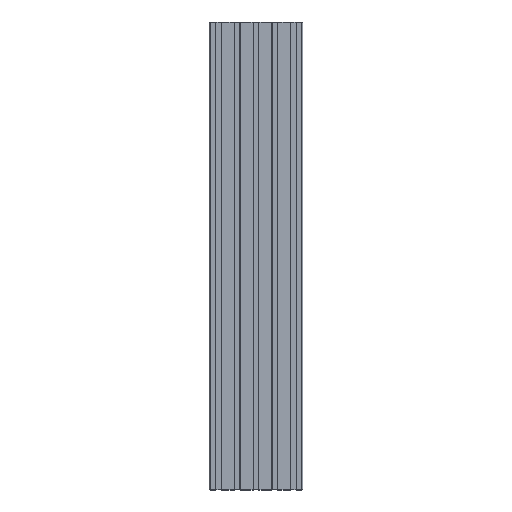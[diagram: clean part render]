
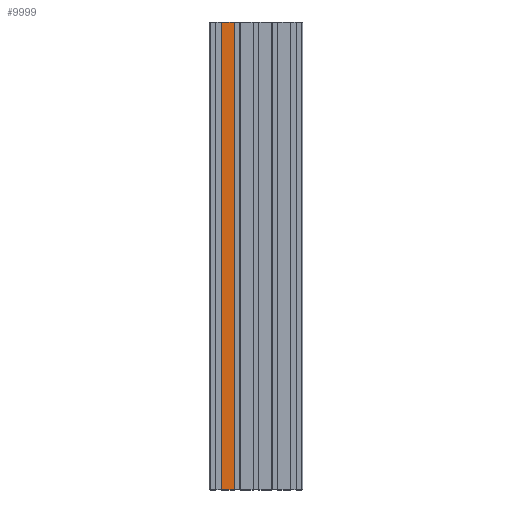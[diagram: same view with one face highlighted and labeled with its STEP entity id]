
A CAD part, top view. The second image highlights one B-rep face of the part: STEP entity #9999.
In plain terms, the highlighted planar face has unit normal (0, 0, 1).
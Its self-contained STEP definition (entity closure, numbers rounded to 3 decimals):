
#44 = PLANE('',#45);
#45 = AXIS2_PLACEMENT_3D('',#46,#47,#48);
#46 = CARTESIAN_POINT('',(39.998,250.,0.));
#47 = DIRECTION('',(0.,1.,0.));
#48 = DIRECTION('',(0.,0.,1.));
#100 = PLANE('',#101);
#101 = AXIS2_PLACEMENT_3D('',#102,#103,#104);
#102 = CARTESIAN_POINT('',(39.998,-250.,0.));
#103 = DIRECTION('',(0.,1.,0.));
#104 = DIRECTION('',(0.,0.,1.));
#419 = VERTEX_POINT('',#420);
#420 = CARTESIAN_POINT('',(3.1,250.,10.));
#434 = PLANE('',#435);
#435 = AXIS2_PLACEMENT_3D('',#436,#437,#438);
#436 = CARTESIAN_POINT('',(3.1,250.,8.2));
#437 = DIRECTION('',(-1.,0.,0.));
#438 = DIRECTION('',(0.,0.,1.));
#446 = EDGE_CURVE('',#419,#447,#449,.T.);
#447 = VERTEX_POINT('',#448);
#448 = CARTESIAN_POINT('',(16.9,250.,10.));
#449 = SURFACE_CURVE('',#450,(#454,#461),.PCURVE_S1.);
#450 = LINE('',#451,#452);
#451 = CARTESIAN_POINT('',(3.1,250.,10.));
#452 = VECTOR('',#453,1.);
#453 = DIRECTION('',(1.,0.,0.));
#454 = PCURVE('',#44,#455);
#455 = DEFINITIONAL_REPRESENTATION('',(#456),#460);
#456 = LINE('',#457,#458);
#457 = CARTESIAN_POINT('',(10.,-36.898));
#458 = VECTOR('',#459,1.);
#459 = DIRECTION('',(0.,1.));
#460 = ( GEOMETRIC_REPRESENTATION_CONTEXT(2) 
PARAMETRIC_REPRESENTATION_CONTEXT() REPRESENTATION_CONTEXT('2D SPACE',''
  ) );
#461 = PCURVE('',#462,#467);
#462 = PLANE('',#463);
#463 = AXIS2_PLACEMENT_3D('',#464,#465,#466);
#464 = CARTESIAN_POINT('',(3.1,250.,10.));
#465 = DIRECTION('',(0.,0.,1.));
#466 = DIRECTION('',(1.,0.,0.));
#467 = DEFINITIONAL_REPRESENTATION('',(#468),#472);
#468 = LINE('',#469,#470);
#469 = CARTESIAN_POINT('',(0.,0.));
#470 = VECTOR('',#471,1.);
#471 = DIRECTION('',(1.,0.));
#472 = ( GEOMETRIC_REPRESENTATION_CONTEXT(2) 
PARAMETRIC_REPRESENTATION_CONTEXT() REPRESENTATION_CONTEXT('2D SPACE',''
  ) );
#490 = PLANE('',#491);
#491 = AXIS2_PLACEMENT_3D('',#492,#493,#494);
#492 = CARTESIAN_POINT('',(16.9,250.,10.));
#493 = DIRECTION('',(1.,0.,0.));
#494 = DIRECTION('',(0.,0.,-1.));
#5529 = VERTEX_POINT('',#5530);
#5530 = CARTESIAN_POINT('',(3.1,-250.,10.));
#5551 = EDGE_CURVE('',#5529,#5552,#5554,.T.);
#5552 = VERTEX_POINT('',#5553);
#5553 = CARTESIAN_POINT('',(16.9,-250.,10.));
#5554 = SURFACE_CURVE('',#5555,(#5559,#5566),.PCURVE_S1.);
#5555 = LINE('',#5556,#5557);
#5556 = CARTESIAN_POINT('',(3.1,-250.,10.));
#5557 = VECTOR('',#5558,1.);
#5558 = DIRECTION('',(1.,0.,0.));
#5559 = PCURVE('',#100,#5560);
#5560 = DEFINITIONAL_REPRESENTATION('',(#5561),#5565);
#5561 = LINE('',#5562,#5563);
#5562 = CARTESIAN_POINT('',(10.,-36.898));
#5563 = VECTOR('',#5564,1.);
#5564 = DIRECTION('',(0.,1.));
#5565 = ( GEOMETRIC_REPRESENTATION_CONTEXT(2) 
PARAMETRIC_REPRESENTATION_CONTEXT() REPRESENTATION_CONTEXT('2D SPACE',''
  ) );
#5566 = PCURVE('',#462,#5567);
#5567 = DEFINITIONAL_REPRESENTATION('',(#5568),#5572);
#5568 = LINE('',#5569,#5570);
#5569 = CARTESIAN_POINT('',(0.,-500.));
#5570 = VECTOR('',#5571,1.);
#5571 = DIRECTION('',(1.,0.));
#5572 = ( GEOMETRIC_REPRESENTATION_CONTEXT(2) 
PARAMETRIC_REPRESENTATION_CONTEXT() REPRESENTATION_CONTEXT('2D SPACE',''
  ) );
#9951 = EDGE_CURVE('',#419,#5529,#9952,.T.);
#9952 = SURFACE_CURVE('',#9953,(#9957,#9964),.PCURVE_S1.);
#9953 = LINE('',#9954,#9955);
#9954 = CARTESIAN_POINT('',(3.1,250.,10.));
#9955 = VECTOR('',#9956,1.);
#9956 = DIRECTION('',(0.,-1.,0.));
#9957 = PCURVE('',#434,#9958);
#9958 = DEFINITIONAL_REPRESENTATION('',(#9959),#9963);
#9959 = LINE('',#9960,#9961);
#9960 = CARTESIAN_POINT('',(1.8,0.));
#9961 = VECTOR('',#9962,1.);
#9962 = DIRECTION('',(0.,-1.));
#9963 = ( GEOMETRIC_REPRESENTATION_CONTEXT(2) 
PARAMETRIC_REPRESENTATION_CONTEXT() REPRESENTATION_CONTEXT('2D SPACE',''
  ) );
#9964 = PCURVE('',#462,#9965);
#9965 = DEFINITIONAL_REPRESENTATION('',(#9966),#9970);
#9966 = LINE('',#9967,#9968);
#9967 = CARTESIAN_POINT('',(0.,0.));
#9968 = VECTOR('',#9969,1.);
#9969 = DIRECTION('',(0.,-1.));
#9970 = ( GEOMETRIC_REPRESENTATION_CONTEXT(2) 
PARAMETRIC_REPRESENTATION_CONTEXT() REPRESENTATION_CONTEXT('2D SPACE',''
  ) );
#9999 = ADVANCED_FACE('',(#10000),#462,.T.);
#10000 = FACE_BOUND('',#10001,.T.);
#10001 = EDGE_LOOP('',(#10002,#10003,#10004,#10025));
#10002 = ORIENTED_EDGE('',*,*,#9951,.T.);
#10003 = ORIENTED_EDGE('',*,*,#5551,.T.);
#10004 = ORIENTED_EDGE('',*,*,#10005,.F.);
#10005 = EDGE_CURVE('',#447,#5552,#10006,.T.);
#10006 = SURFACE_CURVE('',#10007,(#10011,#10018),.PCURVE_S1.);
#10007 = LINE('',#10008,#10009);
#10008 = CARTESIAN_POINT('',(16.9,250.,10.));
#10009 = VECTOR('',#10010,1.);
#10010 = DIRECTION('',(0.,-1.,0.));
#10011 = PCURVE('',#462,#10012);
#10012 = DEFINITIONAL_REPRESENTATION('',(#10013),#10017);
#10013 = LINE('',#10014,#10015);
#10014 = CARTESIAN_POINT('',(13.8,0.));
#10015 = VECTOR('',#10016,1.);
#10016 = DIRECTION('',(0.,-1.));
#10017 = ( GEOMETRIC_REPRESENTATION_CONTEXT(2) 
PARAMETRIC_REPRESENTATION_CONTEXT() REPRESENTATION_CONTEXT('2D SPACE',''
  ) );
#10018 = PCURVE('',#490,#10019);
#10019 = DEFINITIONAL_REPRESENTATION('',(#10020),#10024);
#10020 = LINE('',#10021,#10022);
#10021 = CARTESIAN_POINT('',(0.,0.));
#10022 = VECTOR('',#10023,1.);
#10023 = DIRECTION('',(0.,-1.));
#10024 = ( GEOMETRIC_REPRESENTATION_CONTEXT(2) 
PARAMETRIC_REPRESENTATION_CONTEXT() REPRESENTATION_CONTEXT('2D SPACE',''
  ) );
#10025 = ORIENTED_EDGE('',*,*,#446,.F.);
